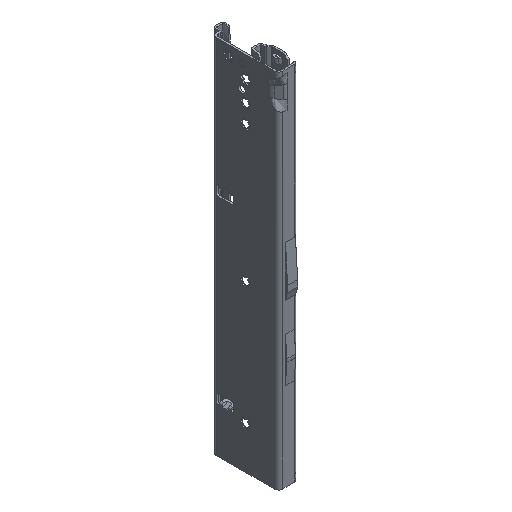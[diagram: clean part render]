
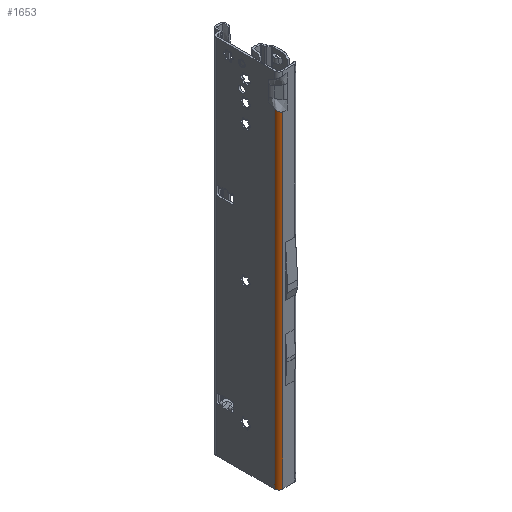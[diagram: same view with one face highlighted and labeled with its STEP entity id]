
A CAD part, isometric view. The second image highlights one B-rep face of the part: STEP entity #1653.
In plain terms, the highlighted cylindrical face has radius 3.5 mm (diameter 7 mm), a partial arc.
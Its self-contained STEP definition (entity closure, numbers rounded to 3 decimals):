
#1595 = FACE_OUTER_BOUND ( 'NONE', #31474, .T. ) ;
#1653 = ADVANCED_FACE ( 'NONE', ( #1595 ), #13573, .T. ) ;
#3186 = CARTESIAN_POINT ( 'NONE',  ( 1.495, -29.365, -29.291 ) ) ;
#3205 = ORIENTED_EDGE ( 'NONE', *, *, #17341, .T. ) ;
#3569 = CARTESIAN_POINT ( 'NONE',  ( -1.5, -25.865, -27.076 ) ) ;
#3767 = CARTESIAN_POINT ( 'NONE',  ( 2., -29.365, -29.389 ) ) ;
#3799 = EDGE_CURVE ( 'NONE', #7939, #15249, #8206, .T. ) ;
#4405 = CARTESIAN_POINT ( 'NONE',  ( -0.58, -28.352, -28.415 ) ) ;
#5067 = CARTESIAN_POINT ( 'NONE',  ( 2., -25.865, -300. ) ) ;
#5770 = VECTOR ( 'NONE', #6705, 1000. ) ;
#5951 = CARTESIAN_POINT ( 'NONE',  ( 0.537, -29.146, -29.002 ) ) ;
#6307 = VERTEX_POINT ( 'NONE', #15191 ) ;
#6705 = DIRECTION ( 'NONE',  ( 0., 0., 1. ) ) ;
#6919 = CARTESIAN_POINT ( 'NONE',  ( 2., -29.365, -300. ) ) ;
#7352 = CARTESIAN_POINT ( 'NONE',  ( -1.5, -26.337, -27.296 ) ) ;
#7939 = VERTEX_POINT ( 'NONE', #3569 ) ;
#8206 = B_SPLINE_CURVE_WITH_KNOTS ( 'NONE', 3,
 ( #28091, #7352, #19319, #4405, #5951, #3186, #3767 ),
 .UNSPECIFIED., .F., .F.,
 ( 4, 1, 1, 1, 4 ),
 ( 0.352, 0.457, 0.562, 0.666, 0.771 ),
 .UNSPECIFIED. ) ;
#10633 = DIRECTION ( 'NONE',  ( 1., 0., 0. ) ) ;
#12564 = CARTESIAN_POINT ( 'NONE',  ( 2., -29.365, -29.389 ) ) ;
#13181 = ORIENTED_EDGE ( 'NONE', *, *, #3799, .F. ) ;
#13573 = CYLINDRICAL_SURFACE ( 'NONE', #31939, 3.5 ) ;
#15191 = CARTESIAN_POINT ( 'NONE',  ( -1.5, -25.865, -300. ) ) ;
#15249 = VERTEX_POINT ( 'NONE', #12564 ) ;
#15262 = DIRECTION ( 'NONE',  ( 1., 0., 0. ) ) ;
#15715 = ORIENTED_EDGE ( 'NONE', *, *, #21815, .F. ) ;
#16701 = DIRECTION ( 'NONE',  ( 0., 0., 1. ) ) ;
#17341 = EDGE_CURVE ( 'NONE', #24440, #15249, #22174, .T. ) ;
#17760 = AXIS2_PLACEMENT_3D ( 'NONE', #5067, #28958, #15262 ) ;
#19319 = CARTESIAN_POINT ( 'NONE',  ( -1.312, -27.235, -27.752 ) ) ;
#21815 = EDGE_CURVE ( 'NONE', #6307, #7939, #29180, .T. ) ;
#22174 = LINE ( 'NONE', #34106, #5770 ) ;
#24440 = VERTEX_POINT ( 'NONE', #6919 ) ;
#28091 = CARTESIAN_POINT ( 'NONE',  ( -1.5, -25.865, -27.076 ) ) ;
#28958 = DIRECTION ( 'NONE',  ( 0., 0., 1. ) ) ;
#29180 = LINE ( 'NONE', #38368, #33763 ) ;
#29572 = DIRECTION ( 'NONE',  ( 0., 0., 1. ) ) ;
#31154 = ORIENTED_EDGE ( 'NONE', *, *, #37511, .T. ) ;
#31474 = EDGE_LOOP ( 'NONE', ( #13181, #15715, #31154, #3205 ) ) ;
#31511 = CIRCLE ( 'NONE', #17760, 3.5 ) ;
#31939 = AXIS2_PLACEMENT_3D ( 'NONE', #37434, #16701, #10633 ) ;
#33763 = VECTOR ( 'NONE', #29572, 1000. ) ;
#34106 = CARTESIAN_POINT ( 'NONE',  ( 2., -29.365, 0. ) ) ;
#37434 = CARTESIAN_POINT ( 'NONE',  ( 2., -25.865, -450.031 ) ) ;
#37511 = EDGE_CURVE ( 'NONE', #6307, #24440, #31511, .T. ) ;
#38368 = CARTESIAN_POINT ( 'NONE',  ( -1.5, -25.865, -300. ) ) ;
